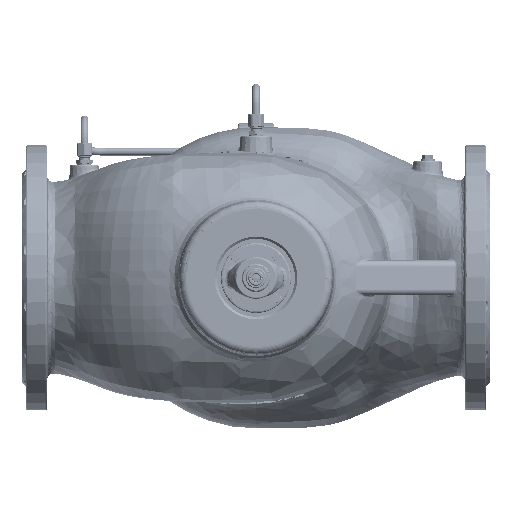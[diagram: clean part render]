
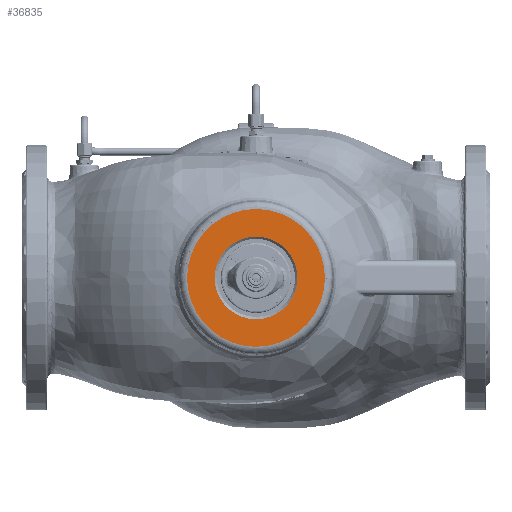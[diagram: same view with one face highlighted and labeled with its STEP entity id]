
A CAD part, front view. The second image highlights one B-rep face of the part: STEP entity #36835.
In plain terms, the highlighted planar face has unit normal (0, -1, 0).
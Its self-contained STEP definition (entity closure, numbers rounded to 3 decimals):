
#2850=CARTESIAN_POINT('',(0.,-245.,0.));
#2851=DIRECTION('',(0.,1.,0.));
#2852=DIRECTION('',(1.,0.,0.));
#2853=AXIS2_PLACEMENT_3D('',#2850,#2851,#2852);
#2855=CARTESIAN_POINT('',(0.,-245.,0.));
#2856=DIRECTION('',(0.,1.,0.));
#2857=DIRECTION('',(1.,0.,-0.017));
#2858=AXIS2_PLACEMENT_3D('',#2855,#2856,#2857);
#2860=CARTESIAN_POINT('',(0.,-245.,0.));
#2861=DIRECTION('',(0.,1.,0.));
#2862=DIRECTION('',(-1.,0.,0.));
#2863=AXIS2_PLACEMENT_3D('',#2860,#2861,#2862);
#2865=CARTESIAN_POINT('',(0.,-245.,0.));
#2866=DIRECTION('',(0.,1.,0.));
#2867=DIRECTION('',(-1.,0.,0.017));
#2868=AXIS2_PLACEMENT_3D('',#2865,#2866,#2867);
#2870=CARTESIAN_POINT('',(0.,-245.,0.));
#2871=DIRECTION('',(0.,-1.,0.));
#2872=DIRECTION('',(1.,0.,0.));
#2873=AXIS2_PLACEMENT_3D('',#2870,#2871,#2872);
#2875=CARTESIAN_POINT('',(0.,-245.,0.));
#2876=DIRECTION('',(0.,-1.,0.));
#2877=DIRECTION('',(-1.,0.,0.));
#2878=AXIS2_PLACEMENT_3D('',#2875,#2876,#2877);
#26570=CARTESIAN_POINT('',(-88.331,-245.,1.462));
#26571=CARTESIAN_POINT('',(88.343,-245.,0.));
#26572=VERTEX_POINT('',#26570);
#26573=VERTEX_POINT('',#26571);
#26574=CARTESIAN_POINT('',(-88.343,-245.,0.));
#26575=VERTEX_POINT('',#26574);
#26576=CARTESIAN_POINT('',(88.331,-245.,-1.462));
#26577=VERTEX_POINT('',#26576);
#26578=CARTESIAN_POINT('',(53.,-245.,0.));
#26579=CARTESIAN_POINT('',(-53.,-245.,0.));
#26580=VERTEX_POINT('',#26578);
#26581=VERTEX_POINT('',#26579);
#36816=CARTESIAN_POINT('',(0.,-245.,0.));
#36817=DIRECTION('',(0.,-1.,0.));
#36818=DIRECTION('',(1.,0.,0.));
#36819=AXIS2_PLACEMENT_3D('',#36816,#36817,#36818);
#36820=PLANE('',#36819);
#36822=ORIENTED_EDGE('',*,*,#36821,.T.);
#36824=ORIENTED_EDGE('',*,*,#36823,.T.);
#36825=ORIENTED_EDGE('',*,*,#36804,.T.);
#36826=ORIENTED_EDGE('',*,*,#36802,.T.);
#36827=EDGE_LOOP('',(#36822,#36824,#36825,#36826));
#36828=FACE_OUTER_BOUND('',#36827,.F.);
#36830=ORIENTED_EDGE('',*,*,#36829,.T.);
#36832=ORIENTED_EDGE('',*,*,#36831,.T.);
#36833=EDGE_LOOP('',(#36830,#36832));
#36834=FACE_BOUND('',#36833,.F.);
#36835=ADVANCED_FACE('',(#36828,#36834),#36820,.T.);
#2854=CIRCLE('',#2853,88.343);
#2859=CIRCLE('',#2858,88.343);
#2864=CIRCLE('',#2863,88.343);
#2869=CIRCLE('',#2868,88.343);
#2874=CIRCLE('',#2873,53.);
#2879=CIRCLE('',#2878,53.);
#36802=EDGE_CURVE('',#26572,#26573,#2869,.T.);
#36804=EDGE_CURVE('',#26575,#26572,#2864,.T.);
#36821=EDGE_CURVE('',#26573,#26577,#2854,.T.);
#36823=EDGE_CURVE('',#26577,#26575,#2859,.T.);
#36829=EDGE_CURVE('',#26580,#26581,#2874,.T.);
#36831=EDGE_CURVE('',#26581,#26580,#2879,.T.);
